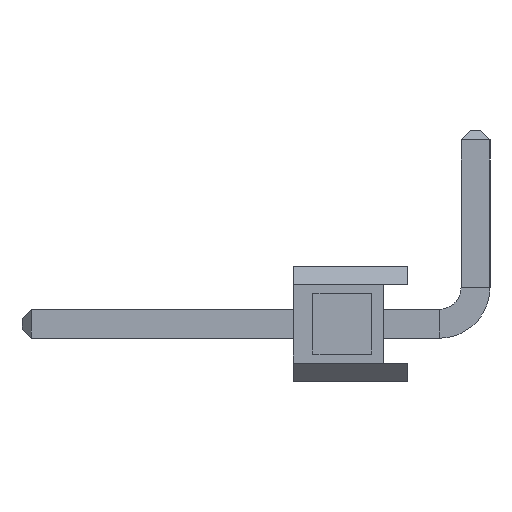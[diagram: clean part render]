
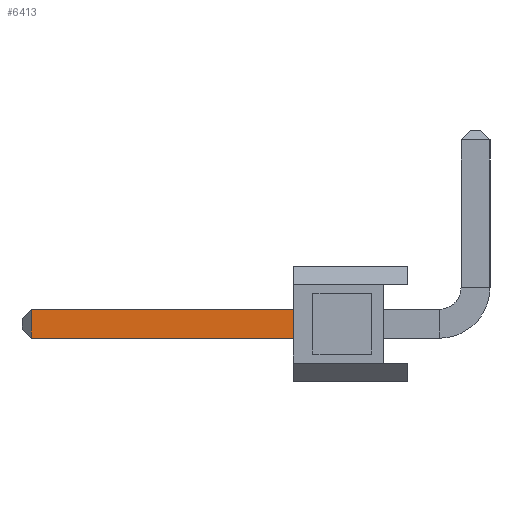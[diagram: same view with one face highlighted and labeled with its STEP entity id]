
A CAD part, left-side view. The second image highlights one B-rep face of the part: STEP entity #6413.
In plain terms, the highlighted planar face has unit normal (-1, 0, 0).
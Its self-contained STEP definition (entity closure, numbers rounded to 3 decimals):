
#1199 = LINE ( 'NONE', #23959, #40278 ) ;
#3001 = ORIENTED_EDGE ( 'NONE', *, *, #14979, .F. ) ;
#3089 = VERTEX_POINT ( 'NONE', #37713 ) ;
#6413 = ADVANCED_FACE ( 'NONE', ( #16377 ), #9091, .T. ) ;
#8941 = DIRECTION ( 'NONE',  ( 0., 0., 1. ) ) ;
#9091 = PLANE ( 'NONE',  #22947 ) ;
#9566 = CARTESIAN_POINT ( 'NONE',  ( -0.32, -0.7, 0.32 ) ) ;
#11360 = VERTEX_POINT ( 'NONE', #34152 ) ;
#13030 = CARTESIAN_POINT ( 'NONE',  ( -0.32, -0.7, -0.32 ) ) ;
#13668 = EDGE_CURVE ( 'NONE', #15715, #3089, #41469, .T. ) ;
#14979 = EDGE_CURVE ( 'NONE', #3089, #33156, #1199, .T. ) ;
#15715 = VERTEX_POINT ( 'NONE', #25411 ) ;
#16377 = FACE_OUTER_BOUND ( 'NONE', #19652, .T. ) ;
#17361 = EDGE_CURVE ( 'NONE', #15715, #11360, #26355, .T. ) ;
#19652 = EDGE_LOOP ( 'NONE', ( #39339, #36701, #3001, #37099 ) ) ;
#20025 = CARTESIAN_POINT ( 'NONE',  ( -0.32, 8.34, -0.32 ) ) ;
#20377 = DIRECTION ( 'NONE',  ( 0., 1., 0. ) ) ;
#20383 = LINE ( 'NONE', #20025, #46549 ) ;
#20697 = DIRECTION ( 'NONE',  ( 0., 1., 0. ) ) ;
#22947 = AXIS2_PLACEMENT_3D ( 'NONE', #13030, #39054, #8941 ) ;
#22949 = CARTESIAN_POINT ( 'NONE',  ( -0.32, 2.54, 0. ) ) ;
#23959 = CARTESIAN_POINT ( 'NONE',  ( -0.32, -0.7, -0.32 ) ) ;
#24009 = VECTOR ( 'NONE', #20697, 1000. ) ;
#25411 = CARTESIAN_POINT ( 'NONE',  ( -0.32, 2.54, 0.32 ) ) ;
#26355 = LINE ( 'NONE', #9566, #24009 ) ;
#27467 = DIRECTION ( 'NONE',  ( 0., 0., -1. ) ) ;
#30239 = DIRECTION ( 'NONE',  ( 0., 0., -1. ) ) ;
#31537 = VECTOR ( 'NONE', #30239, 1000. ) ;
#33156 = VERTEX_POINT ( 'NONE', #33674 ) ;
#33674 = CARTESIAN_POINT ( 'NONE',  ( -0.32, 8.34, -0.32 ) ) ;
#34152 = CARTESIAN_POINT ( 'NONE',  ( -0.32, 8.34, 0.32 ) ) ;
#36701 = ORIENTED_EDGE ( 'NONE', *, *, #46665, .T. ) ;
#37099 = ORIENTED_EDGE ( 'NONE', *, *, #13668, .F. ) ;
#37713 = CARTESIAN_POINT ( 'NONE',  ( -0.32, 2.54, -0.32 ) ) ;
#39054 = DIRECTION ( 'NONE',  ( -1., 0., 0. ) ) ;
#39339 = ORIENTED_EDGE ( 'NONE', *, *, #17361, .T. ) ;
#40278 = VECTOR ( 'NONE', #20377, 1000. ) ;
#41469 = LINE ( 'NONE', #22949, #31537 ) ;
#46549 = VECTOR ( 'NONE', #27467, 1000. ) ;
#46665 = EDGE_CURVE ( 'NONE', #11360, #33156, #20383, .T. ) ;
